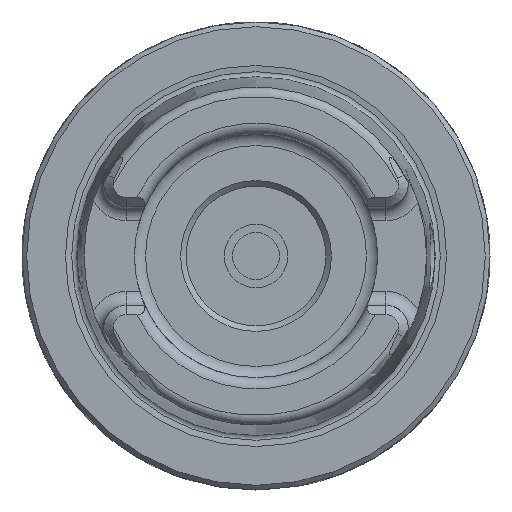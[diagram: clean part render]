
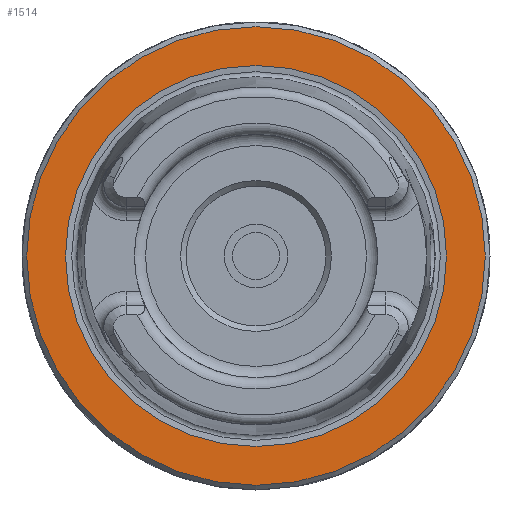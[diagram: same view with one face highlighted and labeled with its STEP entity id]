
A CAD part, left-side view. The second image highlights one B-rep face of the part: STEP entity #1514.
In plain terms, the highlighted planar face has unit normal (-1, 0, 0).
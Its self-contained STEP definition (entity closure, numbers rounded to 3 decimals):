
#1514 = ADVANCED_FACE( '', ( #2960, #2961 ), #2962, .F. );
#2960 = FACE_BOUND( '', #3723, .T. );
#2961 = FACE_OUTER_BOUND( '', #3724, .T. );
#2962 = PLANE( '', #3725 );
#3723 = EDGE_LOOP( '', ( #5084 ) );
#3724 = EDGE_LOOP( '', ( #5085 ) );
#3725 = AXIS2_PLACEMENT_3D( '', #5086, #5087, #5088 );
#5084 = ORIENTED_EDGE( '', *, *, #7004, .F. );
#5085 = ORIENTED_EDGE( '', *, *, #7005, .T. );
#5086 = CARTESIAN_POINT( '', ( 0., 0., 24.5 ) );
#5087 = DIRECTION( '', ( 1., 0., 0. ) );
#5088 = DIRECTION( '', ( 0., 0., -1. ) );
#7004 = EDGE_CURVE( '', #7878, #7878, #7879, .T. );
#7005 = EDGE_CURVE( '', #7880, #7880, #7881, .T. );
#7878 = VERTEX_POINT( '', #9346 );
#7879 = CIRCLE( '', #9347, 20.354 );
#7880 = VERTEX_POINT( '', #9348 );
#7881 = CIRCLE( '', #9349, 24.5 );
#9346 = CARTESIAN_POINT( '', ( 0., 0., 20.354 ) );
#9347 = AXIS2_PLACEMENT_3D( '', #9830, #9831, #9832 );
#9348 = CARTESIAN_POINT( '', ( 0., 0., 24.5 ) );
#9349 = AXIS2_PLACEMENT_3D( '', #9833, #9834, #9835 );
#9830 = CARTESIAN_POINT( '', ( 0., 0., 0. ) );
#9831 = DIRECTION( '', ( -1., 0., 0. ) );
#9832 = DIRECTION( '', ( 0., 0., 1. ) );
#9833 = CARTESIAN_POINT( '', ( 0., 0., 0. ) );
#9834 = DIRECTION( '', ( -1., 0., 0. ) );
#9835 = DIRECTION( '', ( 0., 0., 1. ) );
